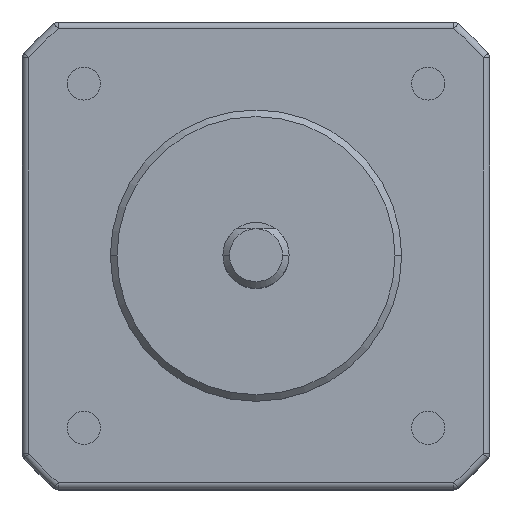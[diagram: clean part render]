
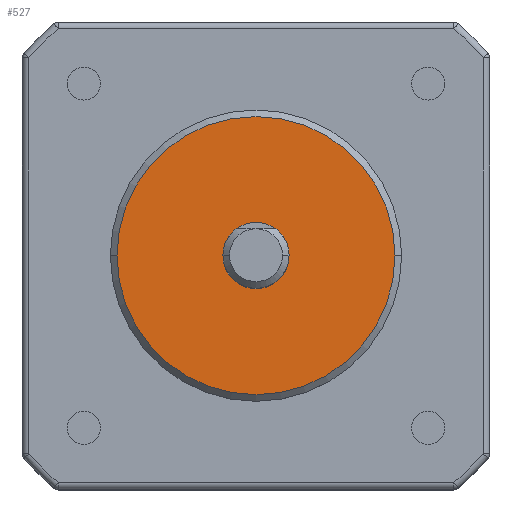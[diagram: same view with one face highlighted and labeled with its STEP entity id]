
A CAD part, top view. The second image highlights one B-rep face of the part: STEP entity #527.
In plain terms, the highlighted planar face has unit normal (0, 0, 1).
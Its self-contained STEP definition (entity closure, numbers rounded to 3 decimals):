
#8 = EDGE_CURVE ( 'NONE', #1199, #1200, #1930, .T. ) ;
#9 = EDGE_CURVE ( 'NONE', #1212, #1211, #1893, .T. ) ;
#62 = AXIS2_PLACEMENT_3D ( 'NONE', #324, #325, #326 ) ;
#80 = CIRCLE ( 'NONE', #62, 2.5 ) ;
#264 = CARTESIAN_POINT ( 'NONE',  ( 0., 0., 30. ) ) ;
#265 = DIRECTION ( 'NONE',  ( 0., 0., -1. ) ) ;
#266 = DIRECTION ( 'NONE',  ( 1., 0., 0. ) ) ;
#324 = CARTESIAN_POINT ( 'NONE',  ( 0., 0., 30. ) ) ;
#325 = DIRECTION ( 'NONE',  ( 0., 0., -1. ) ) ;
#326 = DIRECTION ( 'NONE',  ( 1., 0., 0. ) ) ;
#476 = EDGE_CURVE ( 'NONE', #1200, #1199, #80, .T. ) ;
#527 = ADVANCED_FACE ( 'NONE', ( #1846, #1847 ), #1630, .T. ) ;
#752 = CARTESIAN_POINT ( 'NONE',  ( 2.5, 0., 30. ) ) ;
#753 = CARTESIAN_POINT ( 'NONE',  ( -2.5, 0., 30. ) ) ;
#764 = CARTESIAN_POINT ( 'NONE',  ( 10.5, 0., 30. ) ) ;
#765 = CARTESIAN_POINT ( 'NONE',  ( -10.5, 0., 30. ) ) ;
#849 = ORIENTED_EDGE ( 'NONE', *, *, #9, .T. ) ;
#850 = ORIENTED_EDGE ( 'NONE', *, *, #476, .T. ) ;
#852 = ORIENTED_EDGE ( 'NONE', *, *, #930, .T. ) ;
#853 = ORIENTED_EDGE ( 'NONE', *, *, #8, .T. ) ;
#900 = CARTESIAN_POINT ( 'NONE',  ( 0., 0., 30. ) ) ;
#901 = DIRECTION ( 'NONE',  ( 0., 0., 1. ) ) ;
#902 = DIRECTION ( 'NONE',  ( 1., 0., 0. ) ) ;
#930 = EDGE_CURVE ( 'NONE', #1211, #1212, #2188, .T. ) ;
#1065 = CARTESIAN_POINT ( 'NONE',  ( 0., 0., 30. ) ) ;
#1066 = DIRECTION ( 'NONE',  ( 0., 0., 1. ) ) ;
#1067 = DIRECTION ( 'NONE',  ( 1., 0., 0. ) ) ;
#1199 = VERTEX_POINT ( 'NONE', #752 ) ;
#1200 = VERTEX_POINT ( 'NONE', #753 ) ;
#1211 = VERTEX_POINT ( 'NONE', #764 ) ;
#1212 = VERTEX_POINT ( 'NONE', #765 ) ;
#1554 = EDGE_LOOP ( 'NONE', ( #849, #852 ) ) ;
#1555 = EDGE_LOOP ( 'NONE', ( #850, #853 ) ) ;
#1630 = PLANE ( 'NONE',  #2201 ) ;
#1631 = CARTESIAN_POINT ( 'NONE',  ( 0., 0., 30. ) ) ;
#1632 = DIRECTION ( 'NONE',  ( 0., 0., 1. ) ) ;
#1633 = DIRECTION ( 'NONE',  ( 1., 0., 0. ) ) ;
#1846 = FACE_OUTER_BOUND ( 'NONE', #1554, .T. ) ;
#1847 = FACE_BOUND ( 'NONE', #1555, .T. ) ;
#1892 = AXIS2_PLACEMENT_3D ( 'NONE', #900, #901, #902 ) ;
#1893 = CIRCLE ( 'NONE', #1892, 10.5 ) ;
#1896 = AXIS2_PLACEMENT_3D ( 'NONE', #264, #265, #266 ) ;
#1930 = CIRCLE ( 'NONE', #1896, 2.5 ) ;
#2188 = CIRCLE ( 'NONE', #2199, 10.5 ) ;
#2199 = AXIS2_PLACEMENT_3D ( 'NONE', #1065, #1066, #1067 ) ;
#2201 = AXIS2_PLACEMENT_3D ( 'NONE', #1631, #1632, #1633 ) ;
